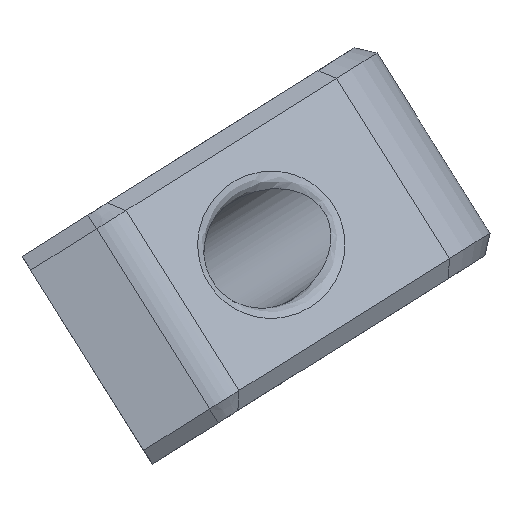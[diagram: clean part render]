
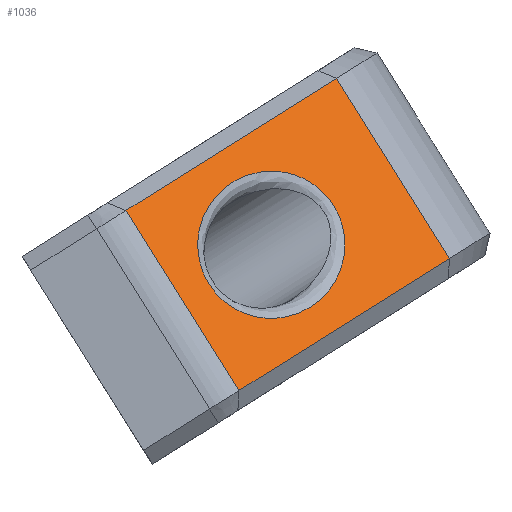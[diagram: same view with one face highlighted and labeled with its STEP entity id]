
A CAD part, front view. The second image highlights one B-rep face of the part: STEP entity #1036.
In plain terms, the highlighted planar face has unit normal (0.599, -0.707, 0.376).
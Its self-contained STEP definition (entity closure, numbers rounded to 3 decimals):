
#48=LINE('',#1801,#156);
#49=LINE('',#1803,#157);
#50=LINE('',#1805,#158);
#51=LINE('',#1806,#159);
#156=VECTOR('',#1252,10.);
#157=VECTOR('',#1253,10.);
#158=VECTOR('',#1254,10.);
#159=VECTOR('',#1255,10.);
#261=ELLIPSE('',#1121,6.364,4.5);
#267=FACE_BOUND('',#345,.T.);
#276=FACE_OUTER_BOUND('',#344,.T.);
#344=EDGE_LOOP('',(#710,#711,#712,#713));
#345=EDGE_LOOP('',(#714));
#459=VERTEX_POINT('',#1794);
#460=VERTEX_POINT('',#1799);
#461=VERTEX_POINT('',#1800);
#462=VERTEX_POINT('',#1802);
#463=VERTEX_POINT('',#1804);
#551=EDGE_CURVE('',#459,#459,#261,.T.);
#553=EDGE_CURVE('',#460,#461,#48,.T.);
#554=EDGE_CURVE('',#462,#460,#49,.T.);
#555=EDGE_CURVE('',#463,#462,#50,.T.);
#556=EDGE_CURVE('',#461,#463,#51,.T.);
#710=ORIENTED_EDGE('',*,*,#553,.F.);
#711=ORIENTED_EDGE('',*,*,#554,.F.);
#712=ORIENTED_EDGE('',*,*,#555,.F.);
#713=ORIENTED_EDGE('',*,*,#556,.F.);
#714=ORIENTED_EDGE('',*,*,#551,.F.);
#997=PLANE('',#1123);
#1036=ADVANCED_FACE('',(#276,#267),#997,.F.);
#1121=AXIS2_PLACEMENT_3D('',#1796,#1246,#1247);
#1123=AXIS2_PLACEMENT_3D('',#1798,#1250,#1251);
#1246=DIRECTION('center_axis',(0.599,-0.707,0.376));
#1247=DIRECTION('ref_axis',(0.599,0.707,0.376));
#1250=DIRECTION('center_axis',(-0.599,0.707,-0.376));
#1251=DIRECTION('ref_axis',(-0.599,-0.707,-0.376));
#1252=DIRECTION('',(0.599,0.707,0.376));
#1253=DIRECTION('',(-0.531,0.,0.847));
#1254=DIRECTION('',(-0.599,-0.707,-0.376));
#1255=DIRECTION('',(0.531,0.,-0.847));
#1794=CARTESIAN_POINT('',(376.119,180.043,-33.678));
#1796=CARTESIAN_POINT('Origin',(379.931,184.543,-31.287));
#1798=CARTESIAN_POINT('Origin',(393.834,196.25,-31.418));
#1799=CARTESIAN_POINT('',(371.043,178.129,-29.19));
#1800=CARTESIAN_POINT('',(383.912,193.321,-21.115));
#1801=CARTESIAN_POINT('',(398.57,210.625,-11.919));
#1802=CARTESIAN_POINT('',(377.952,178.129,-40.202));
#1803=CARTESIAN_POINT('',(374.498,178.129,-34.696));
#1804=CARTESIAN_POINT('',(390.821,193.321,-32.127));
#1805=CARTESIAN_POINT('',(383.985,185.25,-36.417));
#1806=CARTESIAN_POINT('',(389.36,193.321,-29.798));
